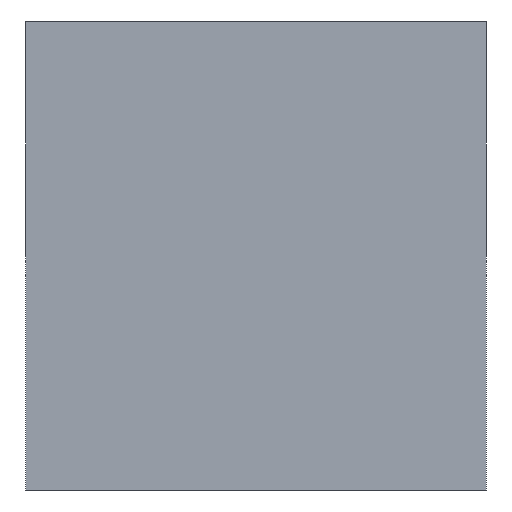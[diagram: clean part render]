
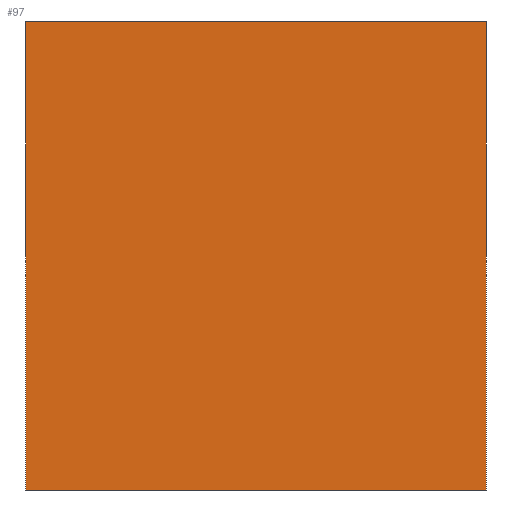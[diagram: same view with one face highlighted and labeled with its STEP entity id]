
A CAD part, left-side view. The second image highlights one B-rep face of the part: STEP entity #97.
In plain terms, the highlighted planar face has unit normal (-1, 0, 0).
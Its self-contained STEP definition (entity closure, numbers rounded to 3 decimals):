
#1 = DIRECTION ( 'NONE',  ( 0., 0., -1. ) ) ;
#4 = LINE ( 'NONE', #209, #49 ) ;
#12 = ORIENTED_EDGE ( 'NONE', *, *, #305, .T. ) ;
#21 = VERTEX_POINT ( 'NONE', #372 ) ;
#32 = EDGE_CURVE ( 'NONE', #431, #112, #75, .T. ) ;
#42 = CARTESIAN_POINT ( 'NONE',  ( -3.6, 0., -3.05 ) ) ;
#43 = CARTESIAN_POINT ( 'NONE',  ( -3.6, 0., 3.05 ) ) ;
#48 = VECTOR ( 'NONE', #329, 1000. ) ;
#49 = VECTOR ( 'NONE', #94, 1000. ) ;
#65 = EDGE_LOOP ( 'NONE', ( #12, #193, #327, #232 ) ) ;
#72 = CARTESIAN_POINT ( 'NONE',  ( -3.6, 6., 3.05 ) ) ;
#75 = LINE ( 'NONE', #72, #517 ) ;
#76 = LINE ( 'NONE', #153, #48 ) ;
#94 = DIRECTION ( 'NONE',  ( 0., 0., 1. ) ) ;
#97 = ADVANCED_FACE ( 'NONE', ( #377 ), #302, .F. ) ;
#112 = VERTEX_POINT ( 'NONE', #43 ) ;
#127 = AXIS2_PLACEMENT_3D ( 'NONE', #349, #262, #1 ) ;
#139 = LINE ( 'NONE', #316, #289 ) ;
#153 = CARTESIAN_POINT ( 'NONE',  ( -3.6, 6., -3.05 ) ) ;
#161 = VERTEX_POINT ( 'NONE', #42 ) ;
#193 = ORIENTED_EDGE ( 'NONE', *, *, #32, .F. ) ;
#209 = CARTESIAN_POINT ( 'NONE',  ( -3.6, 6., 3.05 ) ) ;
#232 = ORIENTED_EDGE ( 'NONE', *, *, #331, .T. ) ;
#262 = DIRECTION ( 'NONE',  ( 1., 0., 0. ) ) ;
#289 = VECTOR ( 'NONE', #325, 1000. ) ;
#302 = PLANE ( 'NONE',  #127 ) ;
#305 = EDGE_CURVE ( 'NONE', #161, #112, #139, .T. ) ;
#316 = CARTESIAN_POINT ( 'NONE',  ( -3.6, 0., 3.05 ) ) ;
#325 = DIRECTION ( 'NONE',  ( 0., 0., 1. ) ) ;
#327 = ORIENTED_EDGE ( 'NONE', *, *, #401, .F. ) ;
#329 = DIRECTION ( 'NONE',  ( 0., -1., 0. ) ) ;
#331 = EDGE_CURVE ( 'NONE', #21, #161, #76, .T. ) ;
#349 = CARTESIAN_POINT ( 'NONE',  ( -3.6, 6., 3.05 ) ) ;
#372 = CARTESIAN_POINT ( 'NONE',  ( -3.6, 6., -3.05 ) ) ;
#377 = FACE_OUTER_BOUND ( 'NONE', #65, .T. ) ;
#382 = CARTESIAN_POINT ( 'NONE',  ( -3.6, 6., 3.05 ) ) ;
#401 = EDGE_CURVE ( 'NONE', #21, #431, #4, .T. ) ;
#411 = DIRECTION ( 'NONE',  ( 0., -1., 0. ) ) ;
#431 = VERTEX_POINT ( 'NONE', #382 ) ;
#517 = VECTOR ( 'NONE', #411, 1000. ) ;
